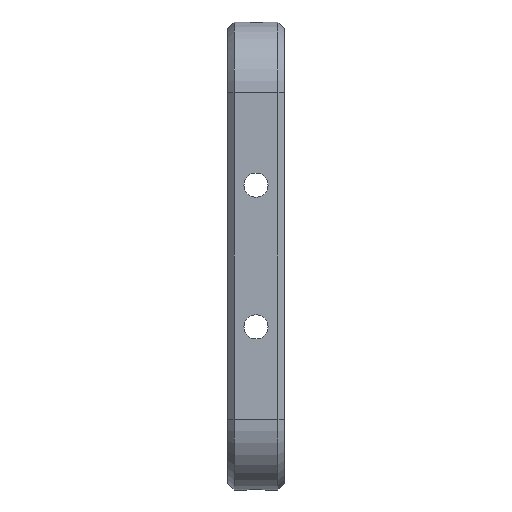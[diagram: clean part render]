
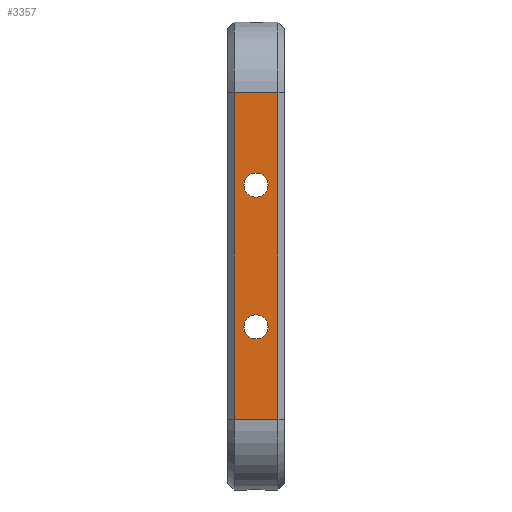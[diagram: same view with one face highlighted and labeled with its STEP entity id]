
A CAD part, front view. The second image highlights one B-rep face of the part: STEP entity #3357.
In plain terms, the highlighted planar face has unit normal (0, -1, 0).
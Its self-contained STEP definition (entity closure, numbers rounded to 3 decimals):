
#94 = VERTEX_POINT('',#95);
#95 = CARTESIAN_POINT('',(53.4,-107.5,11.));
#108 = PLANE('',#109);
#109 = AXIS2_PLACEMENT_3D('',#110,#111,#112);
#110 = CARTESIAN_POINT('',(52.95,-107.05,11.));
#111 = DIRECTION('',(0.707,0.707,0.));
#112 = DIRECTION('',(0.,0.,1.));
#134 = CYLINDRICAL_SURFACE('',#135,10.);
#135 = AXIS2_PLACEMENT_3D('',#136,#137,#138);
#136 = CARTESIAN_POINT('',(52.5,-97.5,11.));
#137 = DIRECTION('',(1.,0.,0.));
#138 = DIRECTION('',(0.,0.,-1.));
#174 = VERTEX_POINT('',#175);
#175 = CARTESIAN_POINT('',(53.4,-107.5,-35.));
#199 = EDGE_CURVE('',#94,#174,#200,.T.);
#200 = SURFACE_CURVE('',#201,(#205,#212),.PCURVE_S1.);
#201 = LINE('',#202,#203);
#202 = CARTESIAN_POINT('',(53.4,-107.5,11.));
#203 = VECTOR('',#204,1.);
#204 = DIRECTION('',(-0.,-0.,-1.));
#205 = PCURVE('',#108,#206);
#206 = DEFINITIONAL_REPRESENTATION('',(#207),#211);
#207 = LINE('',#208,#209);
#208 = CARTESIAN_POINT('',(-0.,0.636));
#209 = VECTOR('',#210,1.);
#210 = DIRECTION('',(-1.,0.));
#211 = ( GEOMETRIC_REPRESENTATION_CONTEXT(2) 
PARAMETRIC_REPRESENTATION_CONTEXT() REPRESENTATION_CONTEXT('2D SPACE',''
  ) );
#212 = PCURVE('',#213,#218);
#213 = PLANE('',#214);
#214 = AXIS2_PLACEMENT_3D('',#215,#216,#217);
#215 = CARTESIAN_POINT('',(52.5,-107.5,-35.));
#216 = DIRECTION('',(0.,1.,0.));
#217 = DIRECTION('',(0.,0.,1.));
#218 = DEFINITIONAL_REPRESENTATION('',(#219),#223);
#219 = LINE('',#220,#221);
#220 = CARTESIAN_POINT('',(46.,0.9));
#221 = VECTOR('',#222,1.);
#222 = DIRECTION('',(-1.,-0.));
#223 = ( GEOMETRIC_REPRESENTATION_CONTEXT(2) 
PARAMETRIC_REPRESENTATION_CONTEXT() REPRESENTATION_CONTEXT('2D SPACE',''
  ) );
#375 = CYLINDRICAL_SURFACE('',#376,1.7);
#376 = AXIS2_PLACEMENT_3D('',#377,#378,#379);
#377 = CARTESIAN_POINT('',(56.5,-101.5,-22.));
#378 = DIRECTION('',(0.,-1.,0.));
#379 = DIRECTION('',(1.,0.,0.));
#410 = CYLINDRICAL_SURFACE('',#411,1.7);
#411 = AXIS2_PLACEMENT_3D('',#412,#413,#414);
#412 = CARTESIAN_POINT('',(56.5,-101.5,-2.));
#413 = DIRECTION('',(0.,-1.,0.));
#414 = DIRECTION('',(1.,0.,0.));
#470 = CYLINDRICAL_SURFACE('',#471,10.);
#471 = AXIS2_PLACEMENT_3D('',#472,#473,#474);
#472 = CARTESIAN_POINT('',(52.5,-97.5,-35.));
#473 = DIRECTION('',(1.,0.,0.));
#474 = DIRECTION('',(0.,0.,-1.));
#1887 = EDGE_CURVE('',#1888,#1888,#1890,.T.);
#1888 = VERTEX_POINT('',#1889);
#1889 = CARTESIAN_POINT('',(58.2,-107.5,-22.));
#1890 = SURFACE_CURVE('',#1891,(#1896,#1903),.PCURVE_S1.);
#1891 = CIRCLE('',#1892,1.7);
#1892 = AXIS2_PLACEMENT_3D('',#1893,#1894,#1895);
#1893 = CARTESIAN_POINT('',(56.5,-107.5,-22.));
#1894 = DIRECTION('',(0.,-1.,0.));
#1895 = DIRECTION('',(1.,0.,0.));
#1896 = PCURVE('',#375,#1897);
#1897 = DEFINITIONAL_REPRESENTATION('',(#1898),#1902);
#1898 = LINE('',#1899,#1900);
#1899 = CARTESIAN_POINT('',(0.,6.));
#1900 = VECTOR('',#1901,1.);
#1901 = DIRECTION('',(1.,0.));
#1902 = ( GEOMETRIC_REPRESENTATION_CONTEXT(2) 
PARAMETRIC_REPRESENTATION_CONTEXT() REPRESENTATION_CONTEXT('2D SPACE',''
  ) );
#1903 = PCURVE('',#213,#1904);
#1904 = DEFINITIONAL_REPRESENTATION('',(#1905),#1913);
#1905 = ( BOUNDED_CURVE() B_SPLINE_CURVE(2,(#1906,#1907,#1908,#1909,
#1910,#1911,#1912),.UNSPECIFIED.,.T.,.F.) B_SPLINE_CURVE_WITH_KNOTS((1,2
    ,2,2,2,1),(-2.094,0.,2.094,4.189,
6.283,8.378),.UNSPECIFIED.) CURVE() 
GEOMETRIC_REPRESENTATION_ITEM() RATIONAL_B_SPLINE_CURVE((1.,0.5,1.,0.5,
1.,0.5,1.)) REPRESENTATION_ITEM('') );
#1906 = CARTESIAN_POINT('',(13.,5.7));
#1907 = CARTESIAN_POINT('',(15.944,5.7));
#1908 = CARTESIAN_POINT('',(14.472,3.15));
#1909 = CARTESIAN_POINT('',(13.,0.6));
#1910 = CARTESIAN_POINT('',(11.528,3.15));
#1911 = CARTESIAN_POINT('',(10.056,5.7));
#1912 = CARTESIAN_POINT('',(13.,5.7));
#1913 = ( GEOMETRIC_REPRESENTATION_CONTEXT(2) 
PARAMETRIC_REPRESENTATION_CONTEXT() REPRESENTATION_CONTEXT('2D SPACE',''
  ) );
#1941 = EDGE_CURVE('',#1942,#1942,#1944,.T.);
#1942 = VERTEX_POINT('',#1943);
#1943 = CARTESIAN_POINT('',(58.2,-107.5,-2.));
#1944 = SURFACE_CURVE('',#1945,(#1950,#1957),.PCURVE_S1.);
#1945 = CIRCLE('',#1946,1.7);
#1946 = AXIS2_PLACEMENT_3D('',#1947,#1948,#1949);
#1947 = CARTESIAN_POINT('',(56.5,-107.5,-2.));
#1948 = DIRECTION('',(0.,-1.,0.));
#1949 = DIRECTION('',(1.,0.,0.));
#1950 = PCURVE('',#410,#1951);
#1951 = DEFINITIONAL_REPRESENTATION('',(#1952),#1956);
#1952 = LINE('',#1953,#1954);
#1953 = CARTESIAN_POINT('',(0.,6.));
#1954 = VECTOR('',#1955,1.);
#1955 = DIRECTION('',(1.,0.));
#1956 = ( GEOMETRIC_REPRESENTATION_CONTEXT(2) 
PARAMETRIC_REPRESENTATION_CONTEXT() REPRESENTATION_CONTEXT('2D SPACE',''
  ) );
#1957 = PCURVE('',#213,#1958);
#1958 = DEFINITIONAL_REPRESENTATION('',(#1959),#1967);
#1959 = ( BOUNDED_CURVE() B_SPLINE_CURVE(2,(#1960,#1961,#1962,#1963,
#1964,#1965,#1966),.UNSPECIFIED.,.T.,.F.) B_SPLINE_CURVE_WITH_KNOTS((1,2
    ,2,2,2,1),(-2.094,0.,2.094,4.189,
6.283,8.378),.UNSPECIFIED.) CURVE() 
GEOMETRIC_REPRESENTATION_ITEM() RATIONAL_B_SPLINE_CURVE((1.,0.5,1.,0.5,
1.,0.5,1.)) REPRESENTATION_ITEM('') );
#1960 = CARTESIAN_POINT('',(33.,5.7));
#1961 = CARTESIAN_POINT('',(35.944,5.7));
#1962 = CARTESIAN_POINT('',(34.472,3.15));
#1963 = CARTESIAN_POINT('',(33.,0.6));
#1964 = CARTESIAN_POINT('',(31.528,3.15));
#1965 = CARTESIAN_POINT('',(30.056,5.7));
#1966 = CARTESIAN_POINT('',(33.,5.7));
#1967 = ( GEOMETRIC_REPRESENTATION_CONTEXT(2) 
PARAMETRIC_REPRESENTATION_CONTEXT() REPRESENTATION_CONTEXT('2D SPACE',''
  ) );
#2079 = VERTEX_POINT('',#2080);
#2080 = CARTESIAN_POINT('',(59.6,-107.5,-35.));
#2107 = EDGE_CURVE('',#174,#2079,#2108,.T.);
#2108 = SURFACE_CURVE('',#2109,(#2113,#2120),.PCURVE_S1.);
#2109 = LINE('',#2110,#2111);
#2110 = CARTESIAN_POINT('',(52.5,-107.5,-35.));
#2111 = VECTOR('',#2112,1.);
#2112 = DIRECTION('',(1.,0.,0.));
#2113 = PCURVE('',#470,#2114);
#2114 = DEFINITIONAL_REPRESENTATION('',(#2115),#2119);
#2115 = LINE('',#2116,#2117);
#2116 = CARTESIAN_POINT('',(-1.571,0.));
#2117 = VECTOR('',#2118,1.);
#2118 = DIRECTION('',(0.,1.));
#2119 = ( GEOMETRIC_REPRESENTATION_CONTEXT(2) 
PARAMETRIC_REPRESENTATION_CONTEXT() REPRESENTATION_CONTEXT('2D SPACE',''
  ) );
#2120 = PCURVE('',#213,#2121);
#2121 = DEFINITIONAL_REPRESENTATION('',(#2122),#2126);
#2122 = LINE('',#2123,#2124);
#2123 = CARTESIAN_POINT('',(0.,0.));
#2124 = VECTOR('',#2125,1.);
#2125 = DIRECTION('',(0.,1.));
#2126 = ( GEOMETRIC_REPRESENTATION_CONTEXT(2) 
PARAMETRIC_REPRESENTATION_CONTEXT() REPRESENTATION_CONTEXT('2D SPACE',''
  ) );
#3357 = ADVANCED_FACE('',(#3358,#3411,#3414),#213,.F.);
#3358 = FACE_BOUND('',#3359,.F.);
#3359 = EDGE_LOOP('',(#3360,#3361,#3362,#3385));
#3360 = ORIENTED_EDGE('',*,*,#2107,.F.);
#3361 = ORIENTED_EDGE('',*,*,#199,.F.);
#3362 = ORIENTED_EDGE('',*,*,#3363,.T.);
#3363 = EDGE_CURVE('',#94,#3364,#3366,.T.);
#3364 = VERTEX_POINT('',#3365);
#3365 = CARTESIAN_POINT('',(59.6,-107.5,11.));
#3366 = SURFACE_CURVE('',#3367,(#3371,#3378),.PCURVE_S1.);
#3367 = LINE('',#3368,#3369);
#3368 = CARTESIAN_POINT('',(52.5,-107.5,11.));
#3369 = VECTOR('',#3370,1.);
#3370 = DIRECTION('',(1.,0.,0.));
#3371 = PCURVE('',#213,#3372);
#3372 = DEFINITIONAL_REPRESENTATION('',(#3373),#3377);
#3373 = LINE('',#3374,#3375);
#3374 = CARTESIAN_POINT('',(46.,0.));
#3375 = VECTOR('',#3376,1.);
#3376 = DIRECTION('',(0.,1.));
#3377 = ( GEOMETRIC_REPRESENTATION_CONTEXT(2) 
PARAMETRIC_REPRESENTATION_CONTEXT() REPRESENTATION_CONTEXT('2D SPACE',''
  ) );
#3378 = PCURVE('',#134,#3379);
#3379 = DEFINITIONAL_REPRESENTATION('',(#3380),#3384);
#3380 = LINE('',#3381,#3382);
#3381 = CARTESIAN_POINT('',(4.712,0.));
#3382 = VECTOR('',#3383,1.);
#3383 = DIRECTION('',(0.,1.));
#3384 = ( GEOMETRIC_REPRESENTATION_CONTEXT(2) 
PARAMETRIC_REPRESENTATION_CONTEXT() REPRESENTATION_CONTEXT('2D SPACE',''
  ) );
#3385 = ORIENTED_EDGE('',*,*,#3386,.T.);
#3386 = EDGE_CURVE('',#3364,#2079,#3387,.T.);
#3387 = SURFACE_CURVE('',#3388,(#3392,#3399),.PCURVE_S1.);
#3388 = LINE('',#3389,#3390);
#3389 = CARTESIAN_POINT('',(59.6,-107.5,11.));
#3390 = VECTOR('',#3391,1.);
#3391 = DIRECTION('',(-0.,-0.,-1.));
#3392 = PCURVE('',#213,#3393);
#3393 = DEFINITIONAL_REPRESENTATION('',(#3394),#3398);
#3394 = LINE('',#3395,#3396);
#3395 = CARTESIAN_POINT('',(46.,7.1));
#3396 = VECTOR('',#3397,1.);
#3397 = DIRECTION('',(-1.,-0.));
#3398 = ( GEOMETRIC_REPRESENTATION_CONTEXT(2) 
PARAMETRIC_REPRESENTATION_CONTEXT() REPRESENTATION_CONTEXT('2D SPACE',''
  ) );
#3399 = PCURVE('',#3400,#3405);
#3400 = PLANE('',#3401);
#3401 = AXIS2_PLACEMENT_3D('',#3402,#3403,#3404);
#3402 = CARTESIAN_POINT('',(60.05,-107.05,11.));
#3403 = DIRECTION('',(-0.707,0.707,0.));
#3404 = DIRECTION('',(0.,0.,-1.));
#3405 = DEFINITIONAL_REPRESENTATION('',(#3406),#3410);
#3406 = LINE('',#3407,#3408);
#3407 = CARTESIAN_POINT('',(0.,0.636));
#3408 = VECTOR('',#3409,1.);
#3409 = DIRECTION('',(1.,0.));
#3410 = ( GEOMETRIC_REPRESENTATION_CONTEXT(2) 
PARAMETRIC_REPRESENTATION_CONTEXT() REPRESENTATION_CONTEXT('2D SPACE',''
  ) );
#3411 = FACE_BOUND('',#3412,.F.);
#3412 = EDGE_LOOP('',(#3413));
#3413 = ORIENTED_EDGE('',*,*,#1887,.T.);
#3414 = FACE_BOUND('',#3415,.F.);
#3415 = EDGE_LOOP('',(#3416));
#3416 = ORIENTED_EDGE('',*,*,#1941,.T.);
